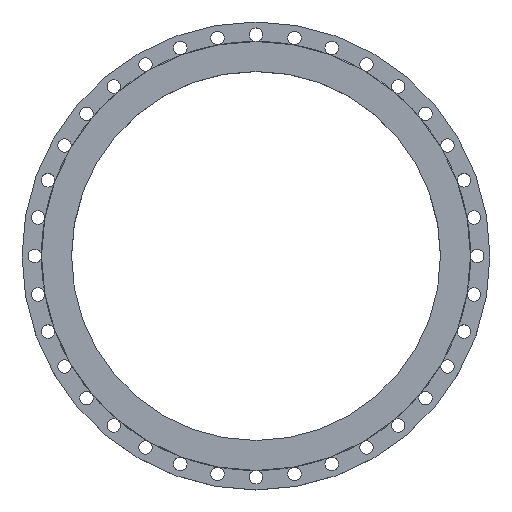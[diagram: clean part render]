
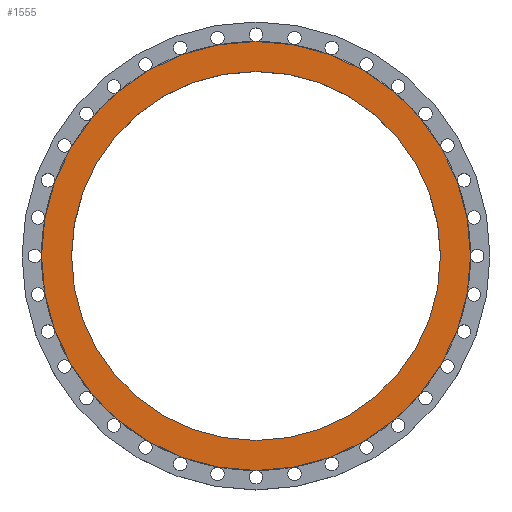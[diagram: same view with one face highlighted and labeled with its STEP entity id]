
A CAD part, top view. The second image highlights one B-rep face of the part: STEP entity #1555.
In plain terms, the highlighted planar face has unit normal (0, 0, 1).
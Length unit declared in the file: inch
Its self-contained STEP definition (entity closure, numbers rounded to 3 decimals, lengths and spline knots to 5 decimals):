
#24 = EDGE_CURVE ( 'NONE', #1696, #2491, #2070, .T. ) ;
#395 = DIRECTION ( 'NONE',  ( 1., 0., 0. ) ) ;
#412 = DIRECTION ( 'NONE',  ( 0., 0., 1. ) ) ;
#434 = AXIS2_PLACEMENT_3D ( 'NONE', #3564, #1232, #395 ) ;
#454 = CARTESIAN_POINT ( 'NONE',  ( 0., 0., 0. ) ) ;
#456 = CARTESIAN_POINT ( 'NONE',  ( 0., 15.375, 0. ) ) ;
#550 = ORIENTED_EDGE ( 'NONE', *, *, #1644, .F. ) ;
#571 = CARTESIAN_POINT ( 'NONE',  ( 0., 0., 0. ) ) ;
#783 = CIRCLE ( 'NONE', #2160, 15.375 ) ;
#857 = DIRECTION ( 'NONE',  ( 1., 0., 0. ) ) ;
#1036 = CARTESIAN_POINT ( 'NONE',  ( 17.875, 0., 0. ) ) ;
#1103 = EDGE_LOOP ( 'NONE', ( #550, #1264 ) ) ;
#1108 = CARTESIAN_POINT ( 'NONE',  ( -17.875, 0., 0. ) ) ;
#1143 = AXIS2_PLACEMENT_3D ( 'NONE', #456, #1897, #1308 ) ;
#1186 = VERTEX_POINT ( 'NONE', #1630 ) ;
#1232 = DIRECTION ( 'NONE',  ( 0., 0., 1. ) ) ;
#1264 = ORIENTED_EDGE ( 'NONE', *, *, #1981, .F. ) ;
#1292 = FACE_OUTER_BOUND ( 'NONE', #1974, .T. ) ;
#1308 = DIRECTION ( 'NONE',  ( -1., 0., 0. ) ) ;
#1340 = CIRCLE ( 'NONE', #434, 17.875 ) ;
#1476 = CARTESIAN_POINT ( 'NONE',  ( -15.375, 0., 0. ) ) ;
#1555 = ADVANCED_FACE ( 'NONE', ( #1607, #1292 ), #1917, .F. ) ;
#1564 = DIRECTION ( 'NONE',  ( 1., 0., 0. ) ) ;
#1607 = FACE_BOUND ( 'NONE', #1103, .T. ) ;
#1630 = CARTESIAN_POINT ( 'NONE',  ( 15.375, 0., 0. ) ) ;
#1644 = EDGE_CURVE ( 'NONE', #1186, #1929, #2156, .T. ) ;
#1696 = VERTEX_POINT ( 'NONE', #1108 ) ;
#1897 = DIRECTION ( 'NONE',  ( 0., 0., -1. ) ) ;
#1917 = PLANE ( 'NONE',  #1143 ) ;
#1929 = VERTEX_POINT ( 'NONE', #1476 ) ;
#1965 = DIRECTION ( 'NONE',  ( 1., 0., 0. ) ) ;
#1974 = EDGE_LOOP ( 'NONE', ( #3207, #2693 ) ) ;
#1981 = EDGE_CURVE ( 'NONE', #1929, #1186, #783, .T. ) ;
#2070 = CIRCLE ( 'NONE', #3233, 17.875 ) ;
#2156 = CIRCLE ( 'NONE', #3070, 15.375 ) ;
#2160 = AXIS2_PLACEMENT_3D ( 'NONE', #454, #412, #1564 ) ;
#2181 = CARTESIAN_POINT ( 'NONE',  ( 0., 0., 0. ) ) ;
#2491 = VERTEX_POINT ( 'NONE', #1036 ) ;
#2693 = ORIENTED_EDGE ( 'NONE', *, *, #24, .T. ) ;
#3070 = AXIS2_PLACEMENT_3D ( 'NONE', #571, #3759, #857 ) ;
#3207 = ORIENTED_EDGE ( 'NONE', *, *, #3609, .T. ) ;
#3233 = AXIS2_PLACEMENT_3D ( 'NONE', #2181, #3693, #1965 ) ;
#3564 = CARTESIAN_POINT ( 'NONE',  ( 0., 0., 0. ) ) ;
#3609 = EDGE_CURVE ( 'NONE', #2491, #1696, #1340, .T. ) ;
#3693 = DIRECTION ( 'NONE',  ( 0., 0., 1. ) ) ;
#3759 = DIRECTION ( 'NONE',  ( 0., 0., 1. ) ) ;
